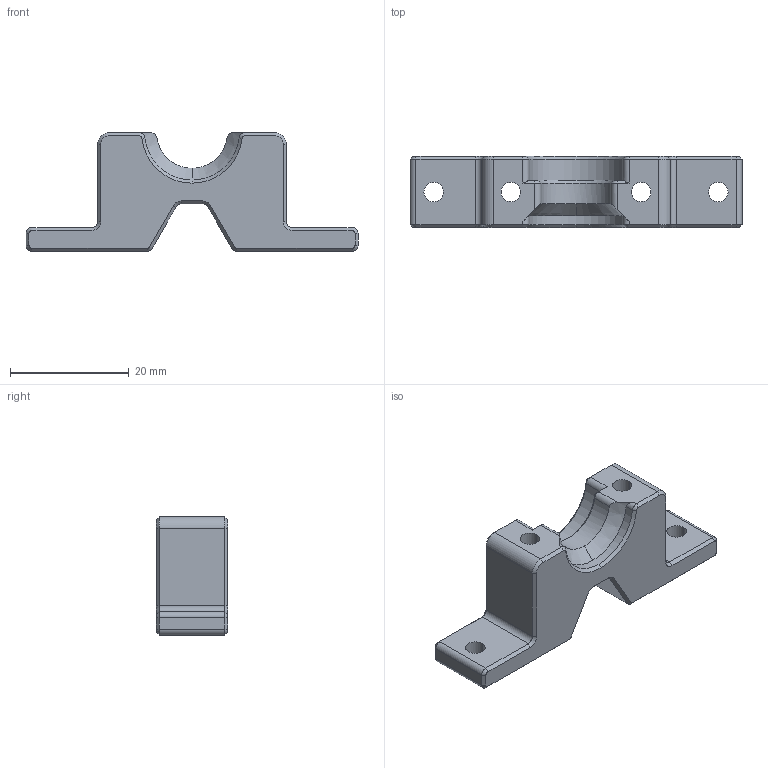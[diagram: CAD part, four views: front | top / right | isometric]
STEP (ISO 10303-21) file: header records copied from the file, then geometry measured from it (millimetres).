
FILE_DESCRIPTION (( 'STEP AP203' ), '1' );
FILE_NAME ('散热管支架座.STEP', '2021-09-03T10:33:44', ( '' ), ( '' ), 'SwSTEP 2.0', 'SolidWorks 2018', '' );
FILE_SCHEMA (( 'CONFIG_CONTROL_DESIGN' ));
Length unit declared in the file: millimetre
Products named in the file (1): 散热管支架座
Bounding box: 56 x 12 x 20 mm (x, y, z)
Volume: 6164.6 mm3; surface area: 3605.5 mm2
Topology: 1 solids, 1 shells, 119 faces, 291 edges, 174 vertices
Faces by surface type: plane 54, cone 36, cylinder 29
Entity records: 3557 total; most frequent: CARTESIAN_POINT 639, DIRECTION 612, ORIENTED_EDGE 582, EDGE_CURVE 291, AXIS2_PLACEMENT_3D 211, LINE 190, VECTOR 190, VERTEX_POINT 174
